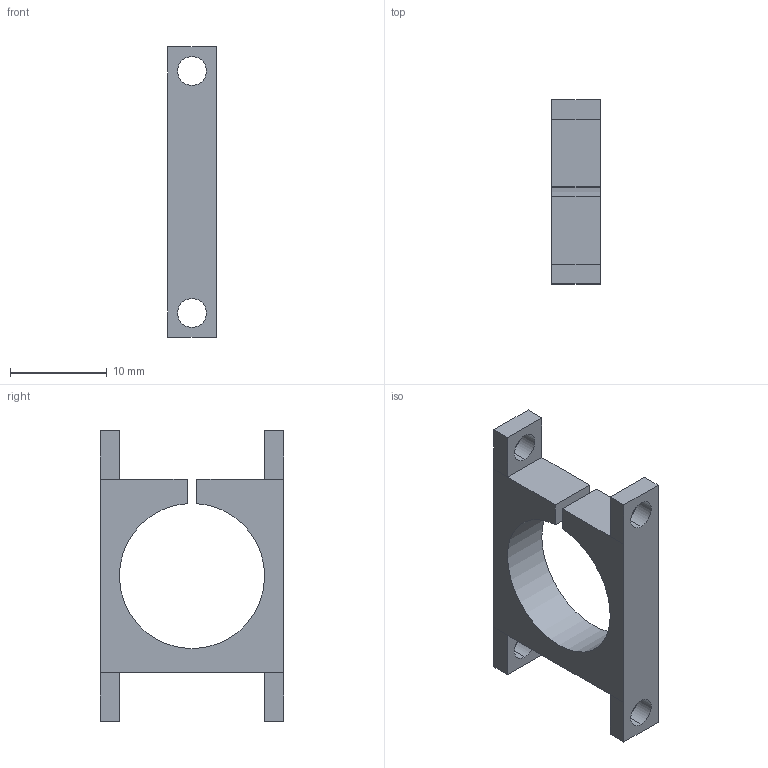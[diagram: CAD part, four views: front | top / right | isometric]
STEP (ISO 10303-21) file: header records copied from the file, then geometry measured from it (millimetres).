
FILE_DESCRIPTION (( 'STEP AP203' ), '1' );
FILE_NAME ('1004.STEP', '2018-10-06T13:09:46', ( '' ), ( '' ), 'SwSTEP 2.0', 'SolidWorks 2016', '' );
FILE_SCHEMA (( 'CONFIG_CONTROL_DESIGN' ));
Length unit declared in the file: millimetre
Products named in the file (1): 1004
Bounding box: 5 x 19 x 30 mm (x, y, z)
Volume: 1147.4 mm3; surface area: 1341.2 mm2
Topology: 1 solids, 1 shells, 34 faces, 92 edges, 60 vertices
Faces by surface type: plane 25, cylinder 9
Entity records: 1155 total; most frequent: CARTESIAN_POINT 187, ORIENTED_EDGE 184, DIRECTION 180, EDGE_CURVE 92, LINE 74, VECTOR 74, VERTEX_POINT 60, AXIS2_PLACEMENT_3D 53
